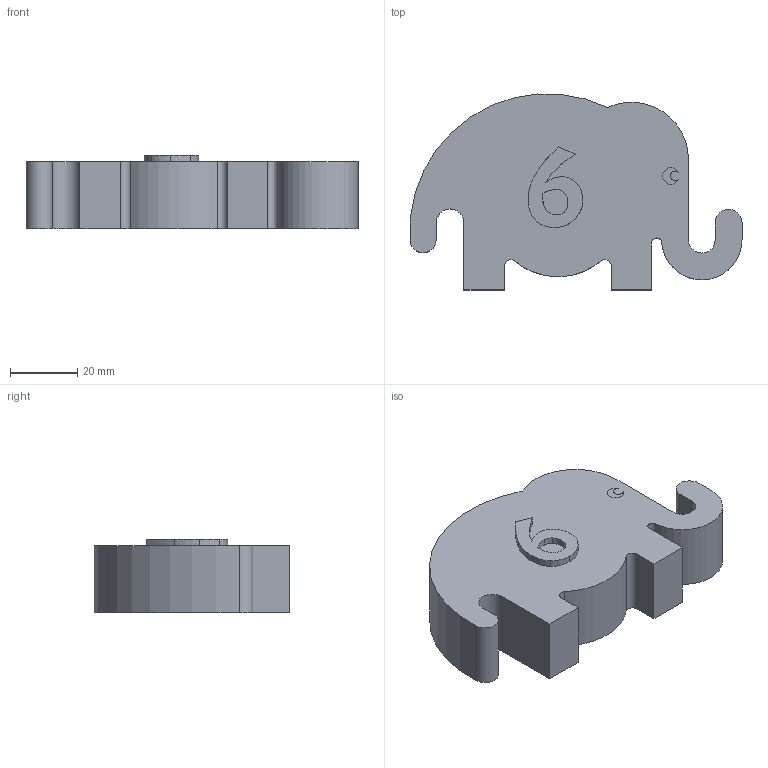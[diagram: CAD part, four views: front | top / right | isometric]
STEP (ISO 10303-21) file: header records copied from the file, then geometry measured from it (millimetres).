
FILE_DESCRIPTION(('FreeCAD Model'),'2;1');
FILE_NAME('6.step','2020-01-26T20:53:09',('Felix Morgner'),(''), 'Open CASCADE STEP processor 7.4','FreeCAD','Unknown');
FILE_SCHEMA(('AUTOMOTIVE_DESIGN { 1 0 10303 214 1 1 1 1 }'));
Length unit declared in the file: millimetre
Products named in the file (3): Number_Elephant_(6); Eye; 6
Bounding box: 99.05 x 58.45 x 22 mm (x, y, z)
Volume: 79906.2 mm3; surface area: 16264.4 mm2
Topology: 3 solids, 3 shells, 72 faces, 189 edges, 126 vertices
Faces by surface type: extrusion 36, plane 21, cylinder 15
Entity records: 5663 total; most frequent: CARTESIAN_POINT 2046, DIRECTION 539, VECTOR 379, ORIENTED_EDGE 378, PCURVE 378, DEFINITIONAL_REPRESENTATION 378, LINE 343, B_SPLINE_CURVE_WITH_KNOTS 200
